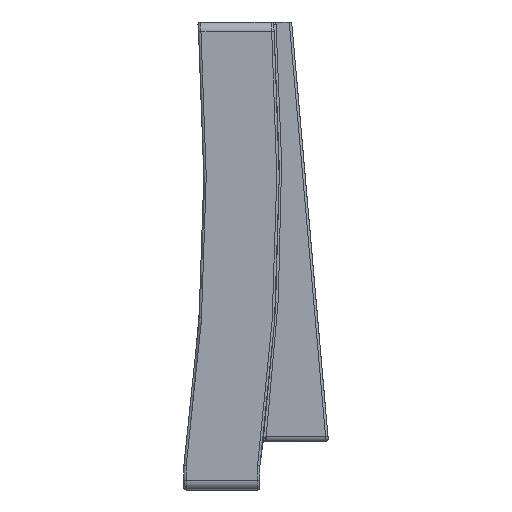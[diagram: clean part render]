
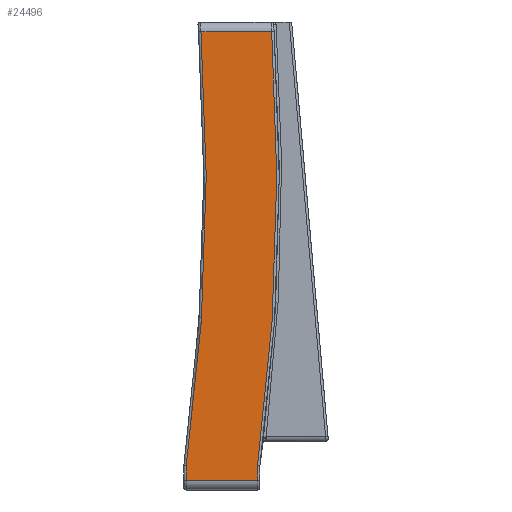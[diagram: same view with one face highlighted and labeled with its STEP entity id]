
A CAD part, left-side view. The second image highlights one B-rep face of the part: STEP entity #24496.
In plain terms, the highlighted planar face has unit normal (-1, 0, 0).
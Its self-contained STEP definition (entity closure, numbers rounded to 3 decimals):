
#692=PLANE('',#25171);
#5223=FACE_OUTER_BOUND('',#6999,.T.);
#6999=EDGE_LOOP('',(#22652,#22653,#22654,#22655,#22656,#22657));
#8209=LINE('',#48129,#9549);
#8218=LINE('',#48240,#9558);
#8304=LINE('',#48611,#9644);
#8305=LINE('',#48615,#9645);
#9549=VECTOR('',#27275,10.);
#9558=VECTOR('',#27336,10.);
#9644=VECTOR('',#27666,10.);
#9645=VECTOR('',#27673,10.);
#9835=CIRCLE('',#25006,424.);
#9848=CIRCLE('',#25028,438.5);
#12120=VERTEX_POINT('',#48051);
#12121=VERTEX_POINT('',#48059);
#12128=VERTEX_POINT('',#48122);
#12136=VERTEX_POINT('',#48152);
#12137=VERTEX_POINT('',#48154);
#12146=VERTEX_POINT('',#48235);
#15546=EDGE_CURVE('',#12121,#12120,#9835,.T.);
#15562=EDGE_CURVE('',#12128,#12121,#8209,.T.);
#15572=EDGE_CURVE('',#12136,#12137,#9848,.T.);
#15590=EDGE_CURVE('',#12137,#12146,#8218,.T.);
#15756=EDGE_CURVE('',#12146,#12128,#8304,.T.);
#15757=EDGE_CURVE('',#12120,#12136,#8305,.T.);
#22652=ORIENTED_EDGE('',*,*,#15562,.F.);
#22653=ORIENTED_EDGE('',*,*,#15756,.F.);
#22654=ORIENTED_EDGE('',*,*,#15590,.F.);
#22655=ORIENTED_EDGE('',*,*,#15572,.F.);
#22656=ORIENTED_EDGE('',*,*,#15757,.F.);
#22657=ORIENTED_EDGE('',*,*,#15546,.F.);
#24496=ADVANCED_FACE('',(#5223),#692,.T.);
#25006=AXIS2_PLACEMENT_3D('',#48060,#27242,#27243);
#25028=AXIS2_PLACEMENT_3D('',#48155,#27296,#27297);
#25171=AXIS2_PLACEMENT_3D('',#48616,#27674,#27675);
#27242=DIRECTION('center_axis',(-1.,0.,0.));
#27243=DIRECTION('ref_axis',(0.,-0.999,-0.034));
#27275=DIRECTION('',(0.,0.,1.));
#27296=DIRECTION('center_axis',(1.,0.,0.));
#27297=DIRECTION('ref_axis',(0.,-0.999,-0.033));
#27336=DIRECTION('',(0.,0.,-1.));
#27666=DIRECTION('',(0.,1.,0.));
#27673=DIRECTION('',(0.,-1.,0.));
#27674=DIRECTION('center_axis',(-1.,0.,0.));
#27675=DIRECTION('ref_axis',(0.,0.,1.));
#48051=CARTESIAN_POINT('',(-112.75,17.637,43.575));
#48059=CARTESIAN_POINT('',(-112.75,20.656,-45.61));
#48060=CARTESIAN_POINT('Origin',(-112.75,440.551,13.249));
#48122=CARTESIAN_POINT('',(-112.75,20.656,-48.575));
#48129=CARTESIAN_POINT('',(-112.75,20.656,-22.788));
#48152=CARTESIAN_POINT('',(-112.75,3.101,43.575));
#48154=CARTESIAN_POINT('',(-112.75,6.01,-45.541));
#48155=CARTESIAN_POINT('Origin',(-112.75,440.551,13.249));
#48235=CARTESIAN_POINT('',(-112.75,6.01,-48.575));
#48240=CARTESIAN_POINT('',(-112.75,6.01,-22.788));
#48611=CARTESIAN_POINT('',(-112.75,5.677,-48.575));
#48615=CARTESIAN_POINT('',(-112.75,5.677,43.575));
#48616=CARTESIAN_POINT('Origin',(-112.75,11.354,0.));
